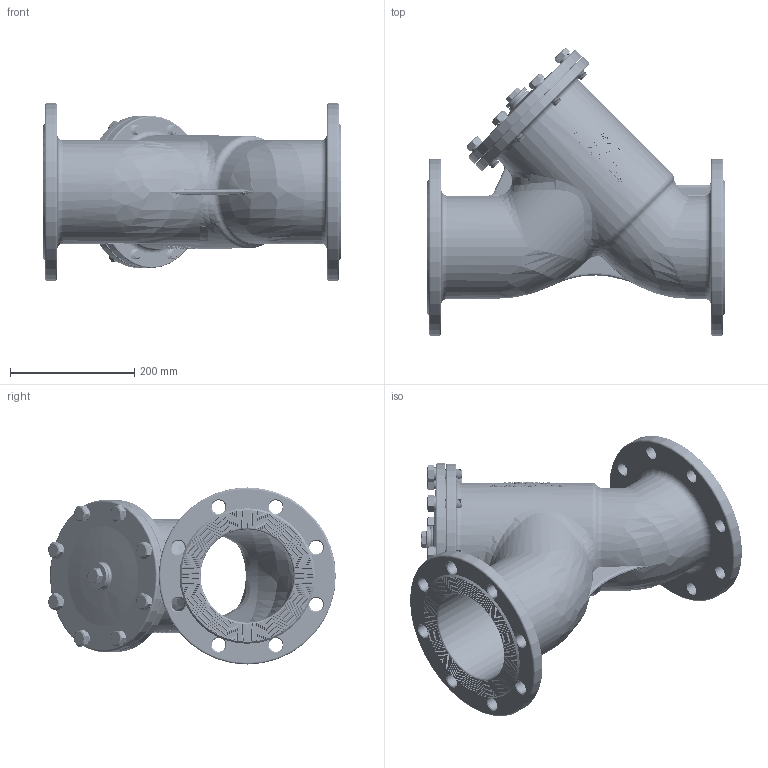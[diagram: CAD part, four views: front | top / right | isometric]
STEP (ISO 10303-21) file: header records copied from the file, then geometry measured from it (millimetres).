
FILE_DESCRIPTION(/* description */ ('240150'),/* implementation_level */ '2;1');
FILE_NAME(/* name */ '240150.stp',/* time_stamp */ '2016-01-26T10:16:25+01:00',/* author */ ('jmorand'),/* organization */ ('Sferaco'),/* preprocessor_version */ 'ST-DEVELOPER v16.1',/* originating_system */ 'Autodesk Inventor 2016',/* authorisation */ '');
FILE_SCHEMA (('AUTOMOTIVE_DESIGN { 1 0 10303 214 3 1 1 }'));
Products named in the file (8): PN16FATII6; DBP6; FAGAI6; THHS16; LIUJIAOLUOSHUANM16; XBP6; SAITOU4; 240150
Assembly tree (21 placements, depth 2):
  240150
    PN16FATII6
    DBP6
    FAGAI6
    THHS16  x8
    LIUJIAOLUOSHUANM16  x8
    XBP6
    SAITOU4
Bounding box: 480 x 462.69 x 285 mm (x, y, z)
Volume: 5274416.8 mm3; surface area: 1083249.1 mm2
Topology: 21 solids, 21 shells, 1954 faces, 4959 edges, 3194 vertices
Faces by surface type: bspline 915, plane 560, cylinder 240, cone 201, torus 34, sphere 4
Full cylindrical faces by diameter (mm): 14.5 x16, 16 x25, 18 x8, 22 x16, 23.5 x1, 26.5 x1, 35 x2, 43 x2, 150 x3, 156 x1, 157 x1, 164 x1, 166 x2, 182 x3, 193 x2, 245 x2, 285 x2
Entity records: 105982 total; most frequent: CARTESIAN_POINT 71542, ORIENTED_EDGE 7358, DIRECTION 5804, EDGE_CURVE 3679, VERTEX_POINT 2535, AXIS2_PLACEMENT_3D 2235, EDGE_LOOP 2040, FACE_OUTER_BOUND 1562
